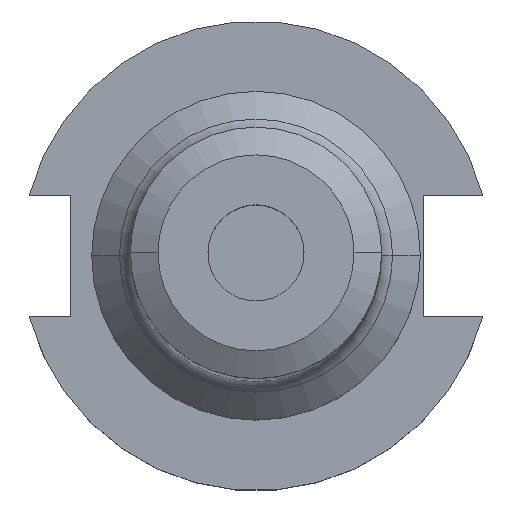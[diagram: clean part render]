
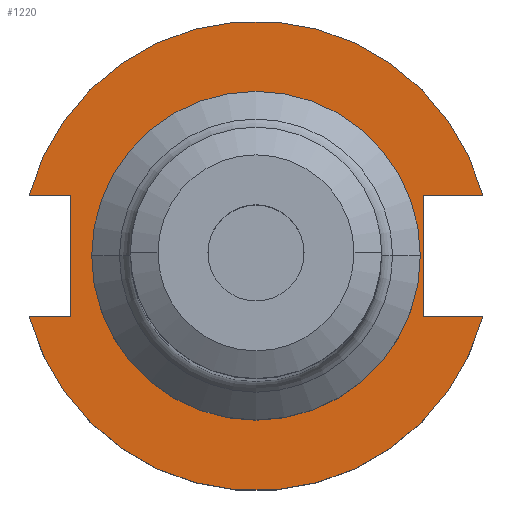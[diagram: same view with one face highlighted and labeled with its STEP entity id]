
A CAD part, top view. The second image highlights one B-rep face of the part: STEP entity #1220.
In plain terms, the highlighted planar face has unit normal (0, 0, 1).
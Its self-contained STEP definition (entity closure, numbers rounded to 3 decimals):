
#8 = CARTESIAN_POINT ( 'NONE',  ( 0., 0., 19.05 ) ) ;
#23 = CARTESIAN_POINT ( 'NONE',  ( 0., -8.191, 19.05 ) ) ;
#42 = CARTESIAN_POINT ( 'NONE',  ( 0., 8.191, 19.05 ) ) ;
#54 = CIRCLE ( 'NONE', #1125, 22.225 ) ;
#87 = CARTESIAN_POINT ( 'NONE',  ( 30.675, -8.191, 19.05 ) ) ;
#100 = CARTESIAN_POINT ( 'NONE',  ( -25.091, 8.191, 19.05 ) ) ;
#115 = CARTESIAN_POINT ( 'NONE',  ( -25.091, 8.191, 19.05 ) ) ;
#119 = VERTEX_POINT ( 'NONE', #1517 ) ;
#126 = DIRECTION ( 'NONE',  ( 0., 0., 1. ) ) ;
#130 = EDGE_CURVE ( 'NONE', #343, #1832, #507, .T. ) ;
#132 = ORIENTED_EDGE ( 'NONE', *, *, #530, .T. ) ;
#142 = VECTOR ( 'NONE', #1801, 1000. ) ;
#149 = DIRECTION ( 'NONE',  ( 0., 0., 1. ) ) ;
#167 = AXIS2_PLACEMENT_3D ( 'NONE', #8, #1589, #399 ) ;
#183 = ORIENTED_EDGE ( 'NONE', *, *, #1020, .T. ) ;
#303 = VERTEX_POINT ( 'NONE', #1424 ) ;
#306 = ORIENTED_EDGE ( 'NONE', *, *, #1738, .F. ) ;
#343 = VERTEX_POINT ( 'NONE', #1001 ) ;
#354 = VERTEX_POINT ( 'NONE', #401 ) ;
#385 = VECTOR ( 'NONE', #1720, 1000. ) ;
#399 = DIRECTION ( 'NONE',  ( 1., 0., 0. ) ) ;
#401 = CARTESIAN_POINT ( 'NONE',  ( 22.606, 8.191, 19.05 ) ) ;
#403 = CIRCLE ( 'NONE', #1230, 31.75 ) ;
#404 = CARTESIAN_POINT ( 'NONE',  ( 22.606, -8.191, 19.05 ) ) ;
#468 = EDGE_CURVE ( 'NONE', #343, #1601, #403, .T. ) ;
#489 = DIRECTION ( 'NONE',  ( -1., 0., 0. ) ) ;
#507 = LINE ( 'NONE', #1143, #142 ) ;
#530 = EDGE_CURVE ( 'NONE', #1066, #354, #617, .T. ) ;
#573 = CIRCLE ( 'NONE', #167, 31.75 ) ;
#587 = ORIENTED_EDGE ( 'NONE', *, *, #1115, .T. ) ;
#617 = LINE ( 'NONE', #1518, #973 ) ;
#622 = ORIENTED_EDGE ( 'NONE', *, *, #1164, .T. ) ;
#633 = DIRECTION ( 'NONE',  ( 0., 0., -1. ) ) ;
#634 = FACE_BOUND ( 'NONE', #1201, .T. ) ;
#636 = CARTESIAN_POINT ( 'NONE',  ( 0., 22.225, 19.05 ) ) ;
#700 = CARTESIAN_POINT ( 'NONE',  ( 0., 0., 19.05 ) ) ;
#722 = DIRECTION ( 'NONE',  ( 1., 0., 0. ) ) ;
#726 = DIRECTION ( 'NONE',  ( 1., 0., 0. ) ) ;
#730 = LINE ( 'NONE', #100, #1873 ) ;
#769 = DIRECTION ( 'NONE',  ( 1., 0., 0. ) ) ;
#774 = LINE ( 'NONE', #1289, #385 ) ;
#781 = DIRECTION ( 'NONE',  ( 0., 1., 0. ) ) ;
#853 = AXIS2_PLACEMENT_3D ( 'NONE', #700, #149, #726 ) ;
#863 = ORIENTED_EDGE ( 'NONE', *, *, #1451, .F. ) ;
#886 = VERTEX_POINT ( 'NONE', #115 ) ;
#944 = CARTESIAN_POINT ( 'NONE',  ( 22.225, 0., 19.05 ) ) ;
#973 = VECTOR ( 'NONE', #781, 1000. ) ;
#1001 = CARTESIAN_POINT ( 'NONE',  ( -30.675, -8.191, 19.05 ) ) ;
#1003 = CARTESIAN_POINT ( 'NONE',  ( 0., 0., 19.05 ) ) ;
#1020 = EDGE_CURVE ( 'NONE', #303, #1097, #573, .T. ) ;
#1066 = VERTEX_POINT ( 'NONE', #404 ) ;
#1082 = EDGE_CURVE ( 'NONE', #119, #1292, #1237, .T. ) ;
#1097 = VERTEX_POINT ( 'NONE', #1335 ) ;
#1104 = DIRECTION ( 'NONE',  ( 0., 0., 1. ) ) ;
#1115 = EDGE_CURVE ( 'NONE', #1097, #886, #774, .T. ) ;
#1125 = AXIS2_PLACEMENT_3D ( 'NONE', #1003, #126, #1161 ) ;
#1143 = CARTESIAN_POINT ( 'NONE',  ( -61.091, -8.191, 19.05 ) ) ;
#1149 = ORIENTED_EDGE ( 'NONE', *, *, #1082, .F. ) ;
#1161 = DIRECTION ( 'NONE',  ( 1., 0., 0. ) ) ;
#1164 = EDGE_CURVE ( 'NONE', #886, #1832, #730, .T. ) ;
#1179 = CARTESIAN_POINT ( 'NONE',  ( -25.091, -8.191, 19.05 ) ) ;
#1201 = EDGE_LOOP ( 'NONE', ( #306, #1149 ) ) ;
#1220 = ADVANCED_FACE ( 'NONE', ( #634, #1490 ), #1671, .F. ) ;
#1230 = AXIS2_PLACEMENT_3D ( 'NONE', #1853, #1104, #769 ) ;
#1237 = CIRCLE ( 'NONE', #853, 22.225 ) ;
#1289 = CARTESIAN_POINT ( 'NONE',  ( -61.091, 8.191, 19.05 ) ) ;
#1292 = VERTEX_POINT ( 'NONE', #944 ) ;
#1297 = LINE ( 'NONE', #42, #1622 ) ;
#1335 = CARTESIAN_POINT ( 'NONE',  ( -30.675, 8.191, 19.05 ) ) ;
#1394 = EDGE_CURVE ( 'NONE', #1066, #1601, #1769, .T. ) ;
#1424 = CARTESIAN_POINT ( 'NONE',  ( 30.675, 8.191, 19.05 ) ) ;
#1433 = ORIENTED_EDGE ( 'NONE', *, *, #468, .T. ) ;
#1451 = EDGE_CURVE ( 'NONE', #303, #354, #1297, .T. ) ;
#1467 = EDGE_LOOP ( 'NONE', ( #622, #1711, #1433, #1774, #132, #863, #183, #587 ) ) ;
#1490 = FACE_OUTER_BOUND ( 'NONE', #1467, .T. ) ;
#1502 = AXIS2_PLACEMENT_3D ( 'NONE', #636, #633, #489 ) ;
#1517 = CARTESIAN_POINT ( 'NONE',  ( -22.225, 0., 19.05 ) ) ;
#1518 = CARTESIAN_POINT ( 'NONE',  ( 22.606, 22.225, 19.05 ) ) ;
#1548 = DIRECTION ( 'NONE',  ( 0., -1., 0. ) ) ;
#1589 = DIRECTION ( 'NONE',  ( 0., 0., 1. ) ) ;
#1601 = VERTEX_POINT ( 'NONE', #87 ) ;
#1622 = VECTOR ( 'NONE', #1789, 1000. ) ;
#1662 = VECTOR ( 'NONE', #722, 1000. ) ;
#1671 = PLANE ( 'NONE',  #1502 ) ;
#1711 = ORIENTED_EDGE ( 'NONE', *, *, #130, .F. ) ;
#1720 = DIRECTION ( 'NONE',  ( 1., 0., 0. ) ) ;
#1738 = EDGE_CURVE ( 'NONE', #1292, #119, #54, .T. ) ;
#1769 = LINE ( 'NONE', #23, #1662 ) ;
#1774 = ORIENTED_EDGE ( 'NONE', *, *, #1394, .F. ) ;
#1789 = DIRECTION ( 'NONE',  ( -1., 0., 0. ) ) ;
#1801 = DIRECTION ( 'NONE',  ( 1., 0., 0. ) ) ;
#1832 = VERTEX_POINT ( 'NONE', #1179 ) ;
#1853 = CARTESIAN_POINT ( 'NONE',  ( 0., 0., 19.05 ) ) ;
#1873 = VECTOR ( 'NONE', #1548, 1000. ) ;
